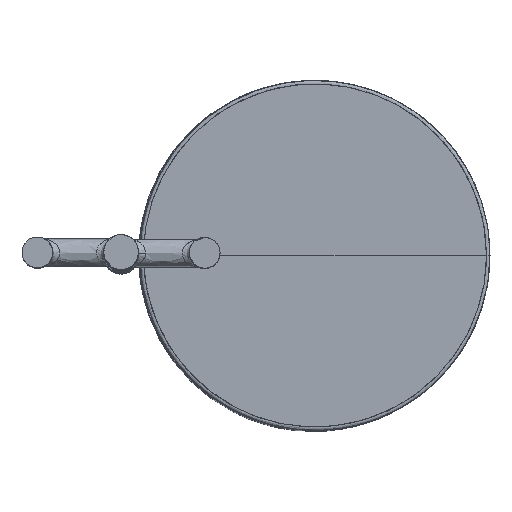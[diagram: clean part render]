
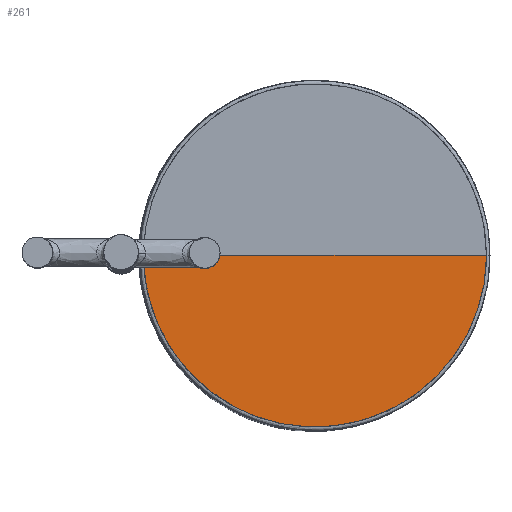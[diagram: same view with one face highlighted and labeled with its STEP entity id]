
A CAD part, top view. The second image highlights one B-rep face of the part: STEP entity #261.
In plain terms, the highlighted free-form (B-spline) face has degree [2, 1] with [5, 2] control points.
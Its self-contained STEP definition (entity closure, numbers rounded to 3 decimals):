
#90=(
BOUNDED_CURVE()
B_SPLINE_CURVE(1,(#5366,#5367),.UNSPECIFIED.,.F.,.F.)
B_SPLINE_CURVE_WITH_KNOTS((2,2),(0.,528.602),.UNSPECIFIED.)
CURVE()
GEOMETRIC_REPRESENTATION_ITEM()
RATIONAL_B_SPLINE_CURVE((1.,1.))
REPRESENTATION_ITEM('')
);
#91=(
BOUNDED_CURVE()
B_SPLINE_CURVE(2,(#5368,#5369,#5370,#5371,#5372),.UNSPECIFIED.,.F.,.F.)
B_SPLINE_CURVE_WITH_KNOTS((3,2,3),(384.844,577.267,769.689),
 .UNSPECIFIED.)
CURVE()
GEOMETRIC_REPRESENTATION_ITEM()
RATIONAL_B_SPLINE_CURVE((1.,0.707,1.,0.707,1.))
REPRESENTATION_ITEM('')
);
#128=(
BOUNDED_SURFACE()
B_SPLINE_SURFACE(2,1,((#5334,#5335),(#5336,#5337),(#5338,#5339),(#5340,
#5341),(#5342,#5343)),.UNSPECIFIED.,.F.,.F.,.F.)
B_SPLINE_SURFACE_WITH_KNOTS((3,2,3),(2,2),(0.,45.503,91.005),
(0.,539.39),.UNSPECIFIED.)
GEOMETRIC_REPRESENTATION_ITEM()
RATIONAL_B_SPLINE_SURFACE(((1.,1.),(0.707,0.707),
(1.,1.),(0.707,0.707),(1.,1.)))
REPRESENTATION_ITEM('')
SURFACE()
);
#261=ADVANCED_FACE('',(#313),#128,.T.);
#313=FACE_OUTER_BOUND('',#367,.T.);
#367=EDGE_LOOP('',(#566,#567,#568));
#566=ORIENTED_EDGE('',*,*,#756,.T.);
#567=ORIENTED_EDGE('',*,*,#757,.T.);
#568=ORIENTED_EDGE('',*,*,#754,.T.);
#754=EDGE_CURVE('',#1019,#1020,#866,.T.);
#756=EDGE_CURVE('',#1020,#1021,#90,.T.);
#757=EDGE_CURVE('',#1021,#1019,#91,.T.);
#866=B_SPLINE_CURVE_WITH_KNOTS('',1,(#5362,#5363),.UNSPECIFIED.,.F.,.F.,
(2,2),(-528.602,0.),.UNSPECIFIED.);
#1019=VERTEX_POINT('',#5354);
#1020=VERTEX_POINT('',#5355);
#1021=VERTEX_POINT('',#5356);
#5334=CARTESIAN_POINT('',(-295.038,-535.683,-89.095));
#5335=CARTESIAN_POINT('',(-170.038,-535.683,-89.095));
#5336=CARTESIAN_POINT('',(-295.038,-535.683,-89.095));
#5337=CARTESIAN_POINT('',(-170.038,-660.683,-89.095));
#5338=CARTESIAN_POINT('',(-295.038,-535.683,-89.095));
#5339=CARTESIAN_POINT('',(-295.038,-660.683,-89.095));
#5340=CARTESIAN_POINT('',(-295.038,-535.683,-89.095));
#5341=CARTESIAN_POINT('',(-420.038,-660.683,-89.095));
#5342=CARTESIAN_POINT('',(-295.038,-535.683,-89.095));
#5343=CARTESIAN_POINT('',(-420.038,-535.683,-89.095));
#5354=CARTESIAN_POINT('',(-172.538,-535.683,-89.095));
#5355=CARTESIAN_POINT('',(-295.038,-535.683,-89.095));
#5356=CARTESIAN_POINT('',(-417.538,-535.683,-89.095));
#5362=CARTESIAN_POINT('',(-172.538,-535.683,-89.095));
#5363=CARTESIAN_POINT('',(-295.038,-535.683,-89.095));
#5366=CARTESIAN_POINT('',(-295.038,-535.683,-89.095));
#5367=CARTESIAN_POINT('',(-417.538,-535.683,-89.095));
#5368=CARTESIAN_POINT('',(-417.538,-535.683,-89.095));
#5369=CARTESIAN_POINT('',(-417.538,-658.183,-89.095));
#5370=CARTESIAN_POINT('',(-295.038,-658.183,-89.095));
#5371=CARTESIAN_POINT('',(-172.538,-658.183,-89.095));
#5372=CARTESIAN_POINT('',(-172.538,-535.683,-89.095));
